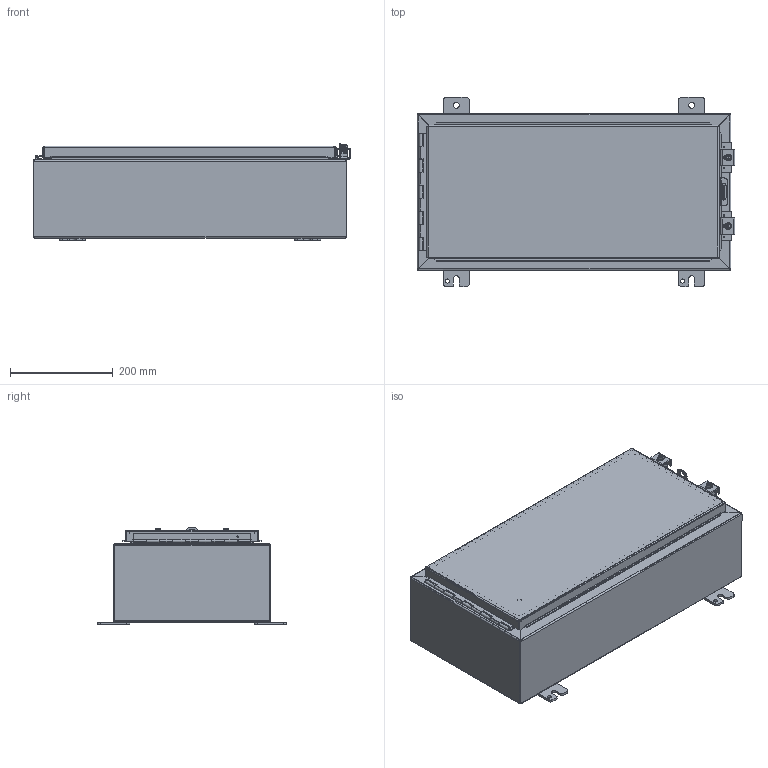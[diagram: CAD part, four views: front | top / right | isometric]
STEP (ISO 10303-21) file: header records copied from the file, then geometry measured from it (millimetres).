
FILE_DESCRIPTION((''),'2;1');
FILE_NAME('N12122406.stp','2012-02-20T15:14:32',('dnichola'),(''),'Autodesk Inventor 2012','Autodesk Inventor 2012','');
FILE_SCHEMA(('AUTOMOTIVE_DESIGN { 1 0 10303 214 1 1 1 1 }'));
Length unit declared in the file: inch
Products named in the file (19): N12122406; 34840; 38420; N12122406BKP; 32911; 10x22; 38846; N121224LID; 328103-9(_DQ); 328103T-9(_DQ); 328103L-9(_DQ); 328103P-1-9(_DQ); 388116; HFW30825; HFW30825-1; HFW30825-2; HFW30825-3; HFW30825-4; 30817
Assembly tree (26 placements, depth 3):
  N12122406
    34840  x4
    38420
    N12122406BKP
    32911
    10x22
    38846
    N121224LID
    328103-9(_DQ)
      328103T-9(_DQ)
      328103L-9(_DQ)
      328103P-1-9(_DQ)
    388116  x4
    HFW30825  x2
      HFW30825-1
      HFW30825-2
      HFW30825-3
      HFW30825-4
    30817  x2
Bounding box: 617.49 x 368.3 x 188.22 mm (x, y, z)
Volume: 1600887.5 mm3; surface area: 1617992.9 mm2
Topology: 27 solids, 27 shells, 880 faces, 2098 edges, 1328 vertices
Faces by surface type: plane 467, cylinder 296, bspline 71, torus 24, sphere 12, cone 10
Full cylindrical faces by diameter (mm): 2.794 x14, 2.921 x2, 3.048 x25, 3.967 x1, 5.359 x2, 6.35 x3, 7.137 x2, 7.95 x4, 8.382 x8, 8.56 x1, 8.89 x2, 11.125 x4, 12.7 x3, 13.208 x2, 15.875 x4
Entity records: 22578 total; most frequent: CARTESIAN_POINT 6194, DIRECTION 3206, ORIENTED_EDGE 3040, EDGE_CURVE 1520, AXIS2_PLACEMENT_3D 1123, VERTEX_POINT 994, VECTOR 960, LINE 960
